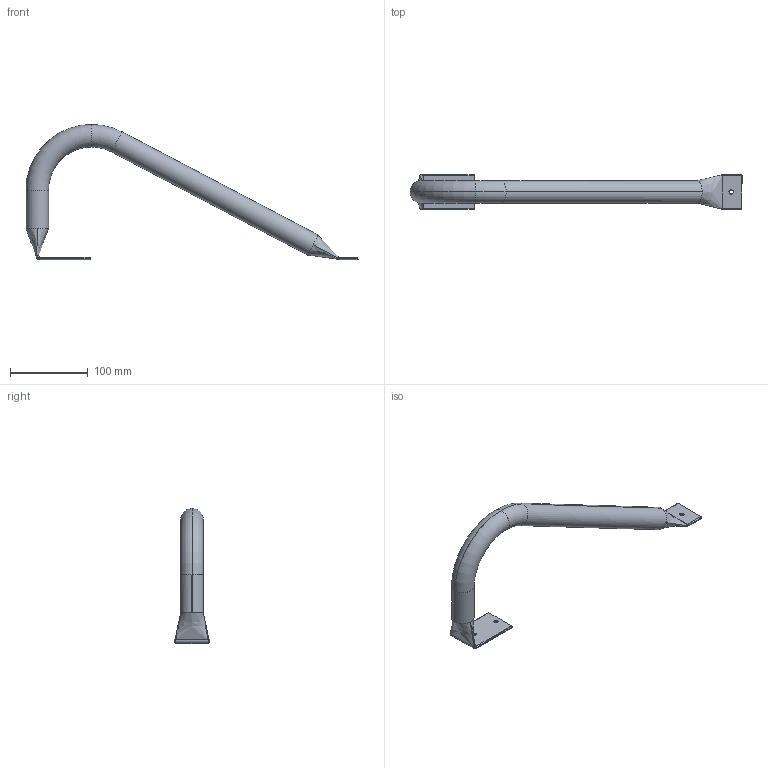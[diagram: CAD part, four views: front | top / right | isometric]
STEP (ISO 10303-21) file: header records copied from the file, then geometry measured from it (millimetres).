
FILE_DESCRIPTION (( 'STEP AP203' ), '1' );
FILE_NAME ('Mud Guard Crashbar_Défaut_sldprt.STEP', '2020-01-15T11:01:06', ( '' ), ( '' ), 'SwSTEP 2.0', 'SolidWorks 2017', '' );
FILE_SCHEMA (( 'CONFIG_CONTROL_DESIGN' ));
Length unit declared in the file: millimetre
Products named in the file (1): Mud Guard Crashbar_Défaut_sldprt
Bounding box: 427.64 x 43.8 x 174 mm (x, y, z)
Volume: 56586.1 mm3; surface area: 113427.6 mm2
Topology: 1 solids, 1 shells, 96 faces, 246 edges, 152 vertices
Faces by surface type: cylinder 46, torus 24, plane 18, bspline 8
Entity records: 19568 total; most frequent: CARTESIAN_POINT 17160, DIRECTION 496, ORIENTED_EDGE 492, EDGE_CURVE 246, AXIS2_PLACEMENT_3D 205, VERTEX_POINT 152, CIRCLE 116, EDGE_LOOP 110
